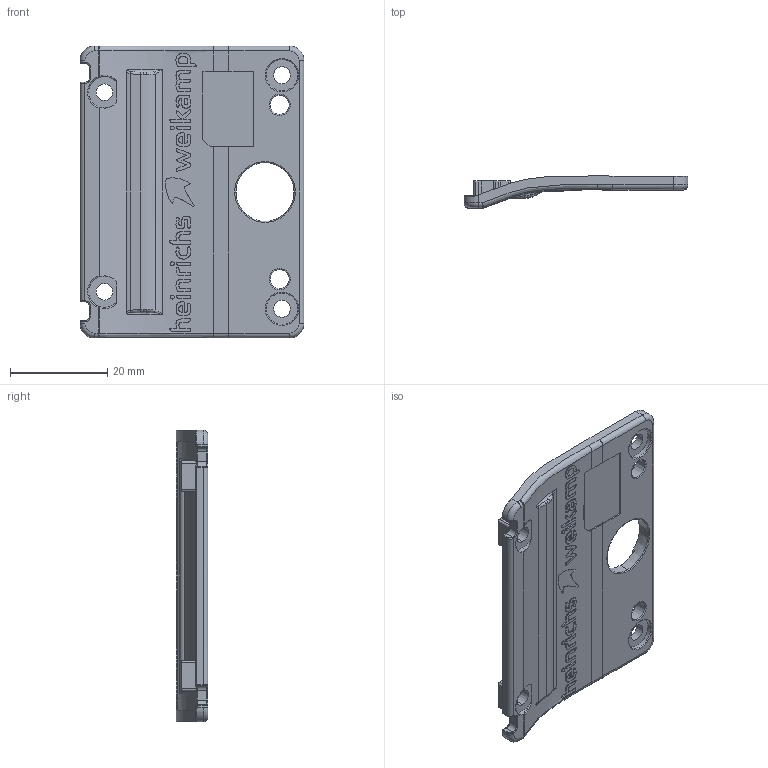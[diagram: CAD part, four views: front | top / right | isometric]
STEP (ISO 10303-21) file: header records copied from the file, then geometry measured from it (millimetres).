
FILE_DESCRIPTION (( 'STEP AP214' ), '1' );
FILE_NAME ('backplate_ostc_sport_2015.stp', '', ( '' ), ( '' ), '', '', '' );
FILE_SCHEMA (( 'AUTOMOTIVE_DESIGN' ));
Length unit declared in the file: millimetre
Products named in the file (1): backplate_ostc_sport_2015
Bounding box: 46 x 6.56 x 60 mm (x, y, z)
Volume: 6223.1 mm3; surface area: 6419.2 mm2
Topology: 1 solids, 1 shells, 442 faces, 1157 edges, 740 vertices
Faces by surface type: plane 186, bspline 118, cone 62, cylinder 42, torus 32, sphere 2
Entity records: 19103 total; most frequent: CARTESIAN_POINT 9304, ORIENTED_EDGE 2306, DIRECTION 1596, EDGE_CURVE 1153, VERTEX_POINT 740, AXIS2_PLACEMENT_3D 561, EDGE_LOOP 483, VECTOR 474
